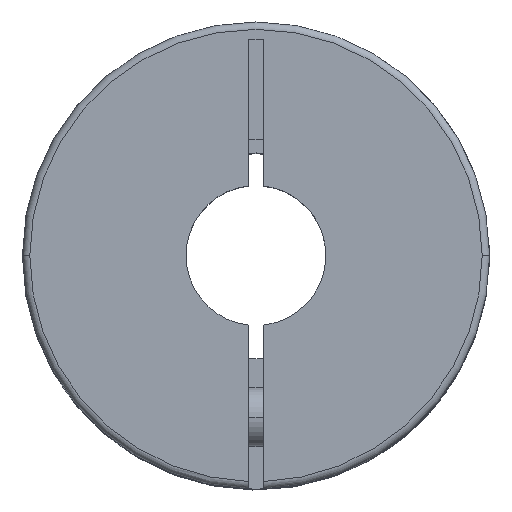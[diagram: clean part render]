
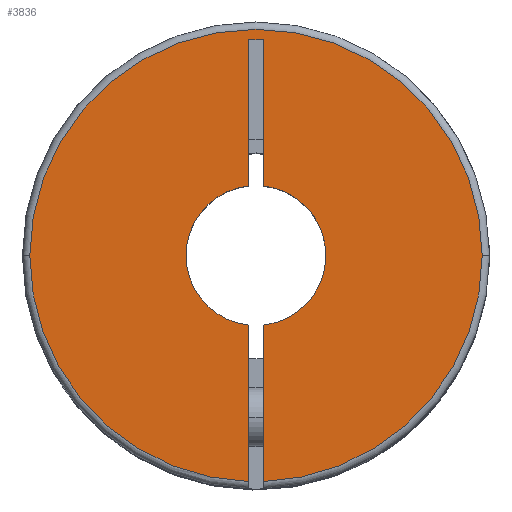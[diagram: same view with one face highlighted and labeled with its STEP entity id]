
A CAD part, top view. The second image highlights one B-rep face of the part: STEP entity #3836.
In plain terms, the highlighted planar face has unit normal (0, 0, 1).
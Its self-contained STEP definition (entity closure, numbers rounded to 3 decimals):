
#15 = DIRECTION ( 'NONE',  ( -1., 0., 0. ) ) ;
#45 = CIRCLE ( 'NONE', #2939, 4.763 ) ;
#55 = DIRECTION ( 'NONE',  ( 0., 0., -1. ) ) ;
#75 = ORIENTED_EDGE ( 'NONE', *, *, #3280, .F. ) ;
#82 = VERTEX_POINT ( 'NONE', #1352 ) ;
#114 = EDGE_CURVE ( 'NONE', #3277, #3053, #2997, .T. ) ;
#195 = VERTEX_POINT ( 'NONE', #2913 ) ;
#342 = DIRECTION ( 'NONE',  ( -1., 0., 0. ) ) ;
#380 = LINE ( 'NONE', #2411, #2503 ) ;
#384 = LINE ( 'NONE', #3334, #2658 ) ;
#406 = EDGE_CURVE ( 'NONE', #2730, #516, #2425, .T. ) ;
#516 = VERTEX_POINT ( 'NONE', #2839 ) ;
#673 = CARTESIAN_POINT ( 'NONE',  ( 0.5, 14.7, 0. ) ) ;
#699 = VERTEX_POINT ( 'NONE', #3219 ) ;
#739 = ORIENTED_EDGE ( 'NONE', *, *, #2413, .F. ) ;
#748 = EDGE_CURVE ( 'NONE', #195, #848, #2416, .T. ) ;
#754 = ORIENTED_EDGE ( 'NONE', *, *, #1602, .T. ) ;
#775 = LINE ( 'NONE', #1025, #2853 ) ;
#780 = EDGE_LOOP ( 'NONE', ( #2926, #929, #3865, #754, #3179, #3027, #739, #1957, #75, #2032, #3263 ) ) ;
#848 = VERTEX_POINT ( 'NONE', #3312 ) ;
#905 = DIRECTION ( 'NONE',  ( 0., -1., 0. ) ) ;
#929 = ORIENTED_EDGE ( 'NONE', *, *, #3670, .F. ) ;
#1025 = CARTESIAN_POINT ( 'NONE',  ( -0.5, 14.7, 0. ) ) ;
#1053 = AXIS2_PLACEMENT_3D ( 'NONE', #1229, #1599, #1543 ) ;
#1062 = EDGE_CURVE ( 'NONE', #3106, #2730, #1134, .T. ) ;
#1125 = DIRECTION ( 'NONE',  ( 0., 0., -1. ) ) ;
#1134 = CIRCLE ( 'NONE', #3339, 15.4 ) ;
#1217 = CARTESIAN_POINT ( 'NONE',  ( -0.5, 4.736, 0. ) ) ;
#1229 = CARTESIAN_POINT ( 'NONE',  ( 0., 0., 0. ) ) ;
#1290 = CIRCLE ( 'NONE', #3505, 15.4 ) ;
#1352 = CARTESIAN_POINT ( 'NONE',  ( -0.5, -4.736, 0. ) ) ;
#1478 = DIRECTION ( 'NONE',  ( 0., 0., -1. ) ) ;
#1536 = DIRECTION ( 'NONE',  ( 0., 1., 0. ) ) ;
#1543 = DIRECTION ( 'NONE',  ( -1., 0., 0. ) ) ;
#1582 = VERTEX_POINT ( 'NONE', #3357 ) ;
#1599 = DIRECTION ( 'NONE',  ( 0., 0., -1. ) ) ;
#1602 = EDGE_CURVE ( 'NONE', #699, #2914, #45, .T. ) ;
#1740 = CARTESIAN_POINT ( 'NONE',  ( 0., 0., 0. ) ) ;
#1771 = CARTESIAN_POINT ( 'NONE',  ( 0., 0., 0. ) ) ;
#1819 = DIRECTION ( 'NONE',  ( -1., 0., 0. ) ) ;
#1881 = CARTESIAN_POINT ( 'NONE',  ( -15.4, 0., 0. ) ) ;
#1957 = ORIENTED_EDGE ( 'NONE', *, *, #114, .T. ) ;
#1975 = AXIS2_PLACEMENT_3D ( 'NONE', #1740, #1125, #2957 ) ;
#2002 = DIRECTION ( 'NONE',  ( 0., 1., 0. ) ) ;
#2032 = ORIENTED_EDGE ( 'NONE', *, *, #406, .F. ) ;
#2049 = DIRECTION ( 'NONE',  ( -1., 0., 0. ) ) ;
#2279 = CARTESIAN_POINT ( 'NONE',  ( 0.5, 4.736, 0. ) ) ;
#2411 = CARTESIAN_POINT ( 'NONE',  ( 0.5, -15.9, 0. ) ) ;
#2413 = EDGE_CURVE ( 'NONE', #3277, #195, #380, .T. ) ;
#2416 = LINE ( 'NONE', #673, #3218 ) ;
#2425 = CIRCLE ( 'NONE', #1053, 15.4 ) ;
#2486 = CARTESIAN_POINT ( 'NONE',  ( 0., 0., 0. ) ) ;
#2503 = VECTOR ( 'NONE', #1536, 1000. ) ;
#2531 = CARTESIAN_POINT ( 'NONE',  ( 0., 0., 0. ) ) ;
#2542 = DIRECTION ( 'NONE',  ( 0., -1., 0. ) ) ;
#2590 = LINE ( 'NONE', #3181, #3352 ) ;
#2658 = VECTOR ( 'NONE', #905, 1000. ) ;
#2673 = CIRCLE ( 'NONE', #3185, 4.763 ) ;
#2730 = VERTEX_POINT ( 'NONE', #3873 ) ;
#2748 = DIRECTION ( 'NONE',  ( -1., 0., 0. ) ) ;
#2765 = DIRECTION ( 'NONE',  ( 0., 0., -1. ) ) ;
#2824 = DIRECTION ( 'NONE',  ( 0., 0., -1. ) ) ;
#2829 = EDGE_CURVE ( 'NONE', #1582, #3106, #1290, .T. ) ;
#2839 = CARTESIAN_POINT ( 'NONE',  ( 0.5, -15.392, 0. ) ) ;
#2845 = DIRECTION ( 'NONE',  ( -1., 0., 0. ) ) ;
#2853 = VECTOR ( 'NONE', #2542, 1000. ) ;
#2913 = CARTESIAN_POINT ( 'NONE',  ( 0.5, 14.7, 0. ) ) ;
#2914 = VERTEX_POINT ( 'NONE', #1217 ) ;
#2926 = ORIENTED_EDGE ( 'NONE', *, *, #2829, .F. ) ;
#2939 = AXIS2_PLACEMENT_3D ( 'NONE', #2486, #2765, #2748 ) ;
#2957 = DIRECTION ( 'NONE',  ( 0., -1., 0. ) ) ;
#2997 = CIRCLE ( 'NONE', #3572, 4.763 ) ;
#3027 = ORIENTED_EDGE ( 'NONE', *, *, #748, .F. ) ;
#3053 = VERTEX_POINT ( 'NONE', #3321 ) ;
#3083 = CARTESIAN_POINT ( 'NONE',  ( 0., 0., 0. ) ) ;
#3106 = VERTEX_POINT ( 'NONE', #1881 ) ;
#3123 = EDGE_CURVE ( 'NONE', #82, #699, #2673, .T. ) ;
#3179 = ORIENTED_EDGE ( 'NONE', *, *, #3495, .F. ) ;
#3181 = CARTESIAN_POINT ( 'NONE',  ( 0.5, -15.9, 0. ) ) ;
#3185 = AXIS2_PLACEMENT_3D ( 'NONE', #3083, #55, #1819 ) ;
#3218 = VECTOR ( 'NONE', #342, 1000. ) ;
#3219 = CARTESIAN_POINT ( 'NONE',  ( -4.763, 0., 0. ) ) ;
#3263 = ORIENTED_EDGE ( 'NONE', *, *, #1062, .F. ) ;
#3268 = CARTESIAN_POINT ( 'NONE',  ( 0., 0., 0. ) ) ;
#3277 = VERTEX_POINT ( 'NONE', #2279 ) ;
#3280 = EDGE_CURVE ( 'NONE', #516, #3053, #2590, .T. ) ;
#3312 = CARTESIAN_POINT ( 'NONE',  ( -0.5, 14.7, 0. ) ) ;
#3321 = CARTESIAN_POINT ( 'NONE',  ( 0.5, -4.736, 0. ) ) ;
#3334 = CARTESIAN_POINT ( 'NONE',  ( -0.5, 14.7, 0. ) ) ;
#3339 = AXIS2_PLACEMENT_3D ( 'NONE', #3268, #1478, #2049 ) ;
#3352 = VECTOR ( 'NONE', #2002, 1000. ) ;
#3357 = CARTESIAN_POINT ( 'NONE',  ( -0.5, -15.392, 0. ) ) ;
#3495 = EDGE_CURVE ( 'NONE', #848, #2914, #384, .T. ) ;
#3505 = AXIS2_PLACEMENT_3D ( 'NONE', #1771, #3892, #15 ) ;
#3572 = AXIS2_PLACEMENT_3D ( 'NONE', #2531, #2824, #2845 ) ;
#3670 = EDGE_CURVE ( 'NONE', #82, #1582, #775, .T. ) ;
#3836 = ADVANCED_FACE ( 'NONE', ( #3859 ), #3877, .F. ) ;
#3859 = FACE_OUTER_BOUND ( 'NONE', #780, .T. ) ;
#3865 = ORIENTED_EDGE ( 'NONE', *, *, #3123, .T. ) ;
#3873 = CARTESIAN_POINT ( 'NONE',  ( 15.4, 0., 0. ) ) ;
#3877 = PLANE ( 'NONE',  #1975 ) ;
#3892 = DIRECTION ( 'NONE',  ( 0., 0., -1. ) ) ;
